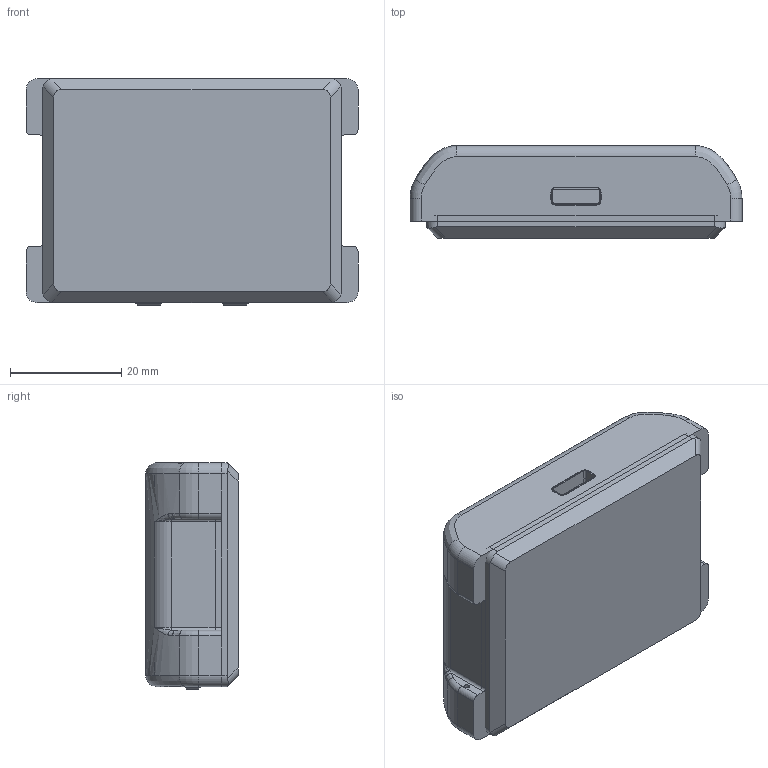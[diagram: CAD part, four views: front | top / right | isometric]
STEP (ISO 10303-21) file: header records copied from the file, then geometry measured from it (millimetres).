
FILE_DESCRIPTION((''),'2;1');
FILE_NAME('0-A_ASM','2023-05-31T',('Administrator'),(''),'PRO/ENGINEER BY PARAMETRIC TECHNOLOGY CORPORATION, 2005030','PRO/ENGINEER BY PARAMETRIC TECHNOLOGY CORPORATION, 2005030','');
FILE_SCHEMA(('CONFIG_CONTROL_DESIGN','SHAPE_APPEARANCE_LAYERS_GROUPS'));
Length unit declared in the file: millimetre
Products named in the file (10): PINMU; XS; PCB; A; B; ANNIU; WAIKOU; M2TLM; TIANXIAN; 0-A_ASM
Assembly tree (12 placements, depth 2):
  0-A_ASM
    PINMU
    XS
    PCB
    A
    B
    ANNIU
    WAIKOU
    M2TLM  x4
    TIANXIAN
Bounding box: 59.7 x 16.61 x 40.8 mm (x, y, z)
Volume: 15258 mm3; surface area: 21130.9 mm2
Topology: 11 solids, 11 shells, 501 faces, 1312 edges, 848 vertices
Faces by surface type: plane 346, cylinder 109, cone 16, bspline 16, torus 12, extrusion 2
Entity records: 17357 total; most frequent: CARTESIAN_POINT 3471, ORIENTED_EDGE 2480, DIRECTION 2382, EDGE_CURVE 1240, VECTOR 956, LINE 954, VERTEX_POINT 800, AXIS2_PLACEMENT_3D 713
